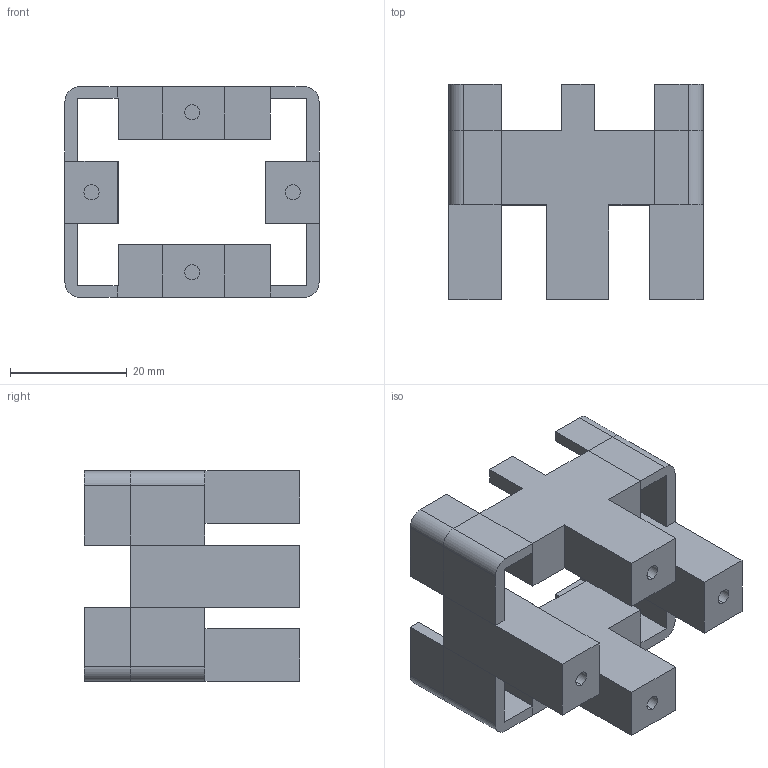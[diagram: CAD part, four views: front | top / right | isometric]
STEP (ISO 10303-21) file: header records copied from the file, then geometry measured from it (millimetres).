
FILE_DESCRIPTION (( 'STEP AP214' ), '1' );
FILE_NAME ('Low_Freq_Diff_Amp_Base.STEP', '2024-01-10T18:26:22', ( '' ), ( '' ), 'SwSTEP 2.0', 'SolidWorks 2022', '' );
FILE_SCHEMA (( 'AUTOMOTIVE_DESIGN' ));
Length unit declared in the file: inch
Products named in the file (1): Low_Freq_Diff_Amp_Base
Bounding box: 43.6 x 36.97 x 36.16 mm (x, y, z)
Volume: 18063.9 mm3; surface area: 11233.5 mm2
Topology: 11 solids, 11 shells, 130 faces, 311 edges, 207 vertices
Faces by surface type: plane 114, cylinder 16
Entity records: 3869 total; most frequent: CARTESIAN_POINT 649, ORIENTED_EDGE 622, DIRECTION 605, EDGE_CURVE 311, VECTOR 279, LINE 279, VERTEX_POINT 207, AXIS2_PLACEMENT_3D 163
